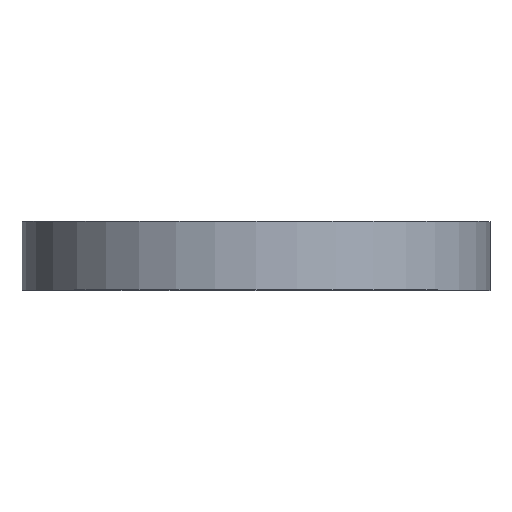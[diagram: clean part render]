
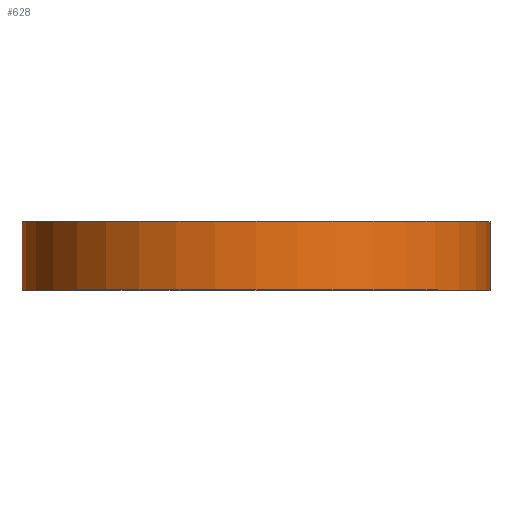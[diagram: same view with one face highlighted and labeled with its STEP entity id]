
A CAD part, top view. The second image highlights one B-rep face of the part: STEP entity #628.
In plain terms, the highlighted cylindrical face has radius 43.282 mm (diameter 86.563 mm), a partial arc.
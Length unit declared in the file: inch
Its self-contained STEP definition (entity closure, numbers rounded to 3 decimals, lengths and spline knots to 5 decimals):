
#88 = EDGE_LOOP ( 'NONE', ( #529, #160, #617, #639 ) ) ;
#160 = ORIENTED_EDGE ( 'NONE', *, *, #543, .F. ) ;
#167 = AXIS2_PLACEMENT_3D ( 'NONE', #653, #292, #657 ) ;
#171 = CARTESIAN_POINT ( 'NONE',  ( 0., -0.25, -1.704 ) ) ;
#178 = LINE ( 'NONE', #524, #262 ) ;
#187 = DIRECTION ( 'NONE',  ( 1., 0., 0. ) ) ;
#262 = VECTOR ( 'NONE', #577, 39.37008 ) ;
#285 = EDGE_CURVE ( 'NONE', #379, #300, #178, .T. ) ;
#292 = DIRECTION ( 'NONE',  ( 0., -1., 0. ) ) ;
#300 = VERTEX_POINT ( 'NONE', #171 ) ;
#315 = CARTESIAN_POINT ( 'NONE',  ( 0., -0.25, 0. ) ) ;
#379 = VERTEX_POINT ( 'NONE', #638 ) ;
#394 = LINE ( 'NONE', #512, #458 ) ;
#408 = AXIS2_PLACEMENT_3D ( 'NONE', #315, #731, #187 ) ;
#429 = CIRCLE ( 'NONE', #475, 1.704 ) ;
#435 = DIRECTION ( 'NONE',  ( 1., 0., 0. ) ) ;
#439 = DIRECTION ( 'NONE',  ( 0., 1., 0. ) ) ;
#456 = EDGE_CURVE ( 'NONE', #300, #594, #606, .T. ) ;
#458 = VECTOR ( 'NONE', #564, 39.37008 ) ;
#475 = AXIS2_PLACEMENT_3D ( 'NONE', #596, #439, #435 ) ;
#477 = CARTESIAN_POINT ( 'NONE',  ( 1.704, 0.25, 0. ) ) ;
#510 = EDGE_CURVE ( 'NONE', #379, #601, #429, .T. ) ;
#512 = CARTESIAN_POINT ( 'NONE',  ( 1.704, 0.25, 0. ) ) ;
#524 = CARTESIAN_POINT ( 'NONE',  ( 0., 0.25, -1.704 ) ) ;
#529 = ORIENTED_EDGE ( 'NONE', *, *, #456, .T. ) ;
#543 = EDGE_CURVE ( 'NONE', #601, #594, #394, .T. ) ;
#545 = FACE_OUTER_BOUND ( 'NONE', #88, .T. ) ;
#563 = CYLINDRICAL_SURFACE ( 'NONE', #167, 1.704 ) ;
#564 = DIRECTION ( 'NONE',  ( 0., -1., 0. ) ) ;
#577 = DIRECTION ( 'NONE',  ( 0., -1., 0. ) ) ;
#594 = VERTEX_POINT ( 'NONE', #733 ) ;
#596 = CARTESIAN_POINT ( 'NONE',  ( 0., 0.25, 0. ) ) ;
#601 = VERTEX_POINT ( 'NONE', #477 ) ;
#606 = CIRCLE ( 'NONE', #408, 1.704 ) ;
#617 = ORIENTED_EDGE ( 'NONE', *, *, #510, .F. ) ;
#628 = ADVANCED_FACE ( 'NONE', ( #545 ), #563, .T. ) ;
#638 = CARTESIAN_POINT ( 'NONE',  ( 0., 0.25, -1.704 ) ) ;
#639 = ORIENTED_EDGE ( 'NONE', *, *, #285, .T. ) ;
#653 = CARTESIAN_POINT ( 'NONE',  ( 0., 0.25, 0. ) ) ;
#657 = DIRECTION ( 'NONE',  ( 0., 0., -1. ) ) ;
#731 = DIRECTION ( 'NONE',  ( 0., 1., 0. ) ) ;
#733 = CARTESIAN_POINT ( 'NONE',  ( 1.704, -0.25, 0. ) ) ;
